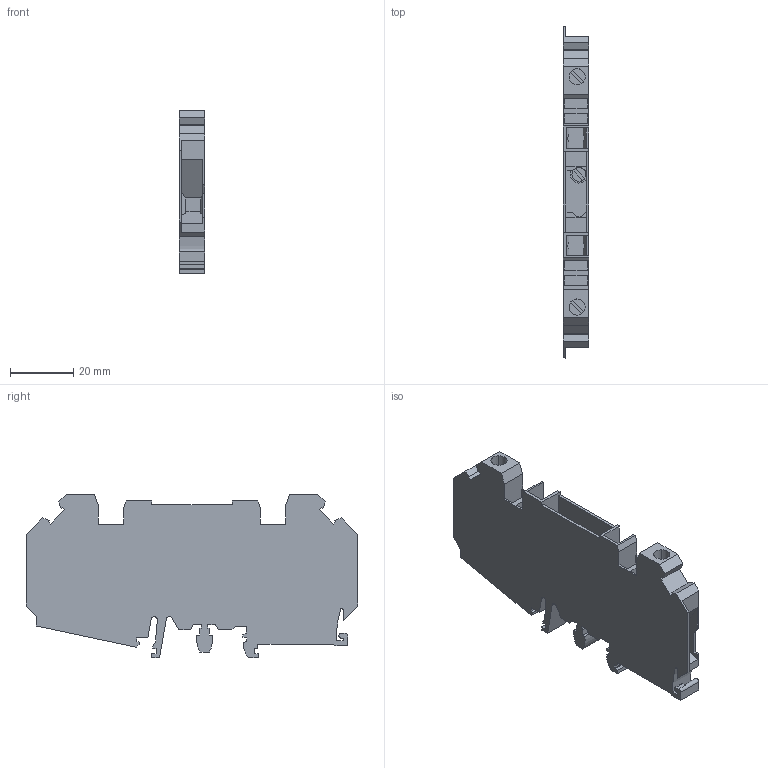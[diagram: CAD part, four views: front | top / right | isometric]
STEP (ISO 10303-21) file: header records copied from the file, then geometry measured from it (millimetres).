
FILE_DESCRIPTION(('Creo Elements/Direct Modeling STEP Export'),'2;1');
FILE_NAME('model.stp','2021-02-03T13:28:52',(''),(''),'Creo Elements/Direct Modeling STEP processor for AP214 (Solid Model)','Creo Elements/Direct Modeling 20.1D 10-Oct-2020 (C) Parametric Technology GmbH','');
FILE_SCHEMA(('AUTOMOTIVE_DESIGN { 1 0 10303 214 1 1 1 1 }'));
Length unit declared in the file: millimetre
Products named in the file (2): UT_6_T_SP-select
Assembly tree (1 placements, depth 2):
  UT_6_T_SP-select
    UT_6_T_SP-select
Bounding box: 8.15 x 105.2 x 51.8 mm (x, y, z)
Volume: 25720.9 mm3; surface area: 16323.4 mm2
Topology: 1 solids, 1 shells, 238 faces, 697 edges, 464 vertices
Faces by surface type: plane 209, cylinder 29
Entity records: 9400 total; most frequent: ORIENTED_EDGE 1394, CARTESIAN_POINT 1338, DIRECTION 1148, EDGE_CURVE 697, VECTOR 600, LINE 600, VERTEX_POINT 464, AXIS2_PLACEMENT_3D 274
